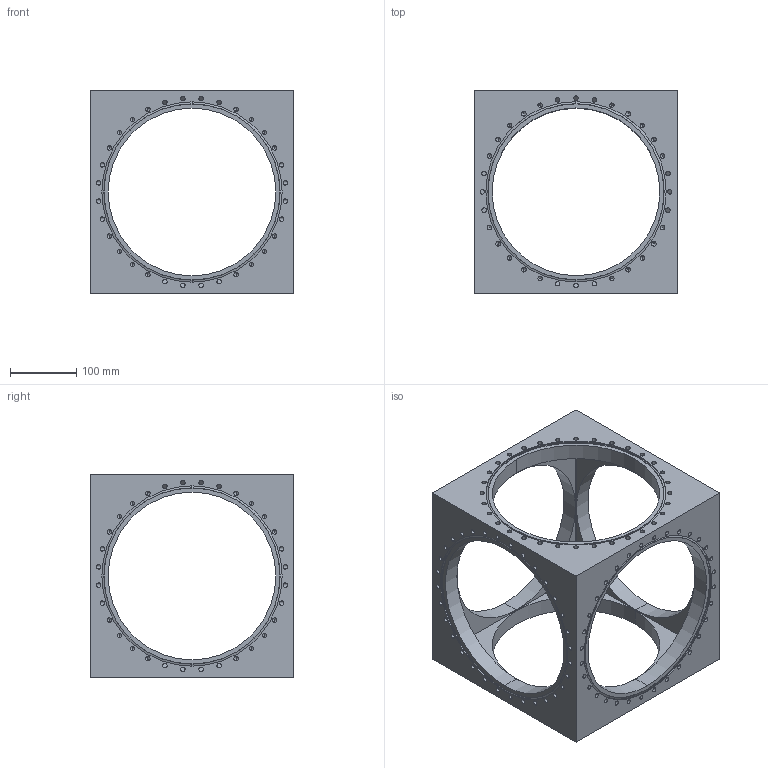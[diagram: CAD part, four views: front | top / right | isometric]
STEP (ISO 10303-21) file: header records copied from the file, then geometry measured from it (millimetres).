
FILE_DESCRIPTION (( 'STEP AP214' ), '1' );
FILE_NAME ('Hositrad_CU250-Cube.STEP', '2018-10-03T10:07:15', ( '' ), ( '' ), 'SwSTEP 2.0', 'SolidWorks 2018', '' );
FILE_SCHEMA (( 'AUTOMOTIVE_DESIGN' ));
Length unit declared in the file: millimetre
Products named in the file (4): Plate-Holes Aligned; Plate-HolesBetween-4xM4; Plate-HolesBetween; Hositrad_CU250-Cube
Assembly tree (6 placements, depth 2):
  Hositrad_CU250-Cube
    Plate-HolesBetween  x3
    Plate-Holes Aligned  x2
    Plate-HolesBetween-4xM4
Bounding box: 308 x 308 x 308 mm (x, y, z)
Volume: 4350310.7 mm3; surface area: 801071.8 mm2
Topology: 6 solids, 6 shells, 726 faces, 1896 edges, 1100 vertices
Faces by surface type: cylinder 408, cone 276, plane 42
Entity records: 14146 total; most frequent: CARTESIAN_POINT 2400, DIRECTION 1818, ORIENTED_EDGE 1720, EDGE_CURVE 860, AXIS2_PLACEMENT_3D 732, VERTEX_POINT 550, EDGE_LOOP 520, FACE_OUTER_BOUND 363
